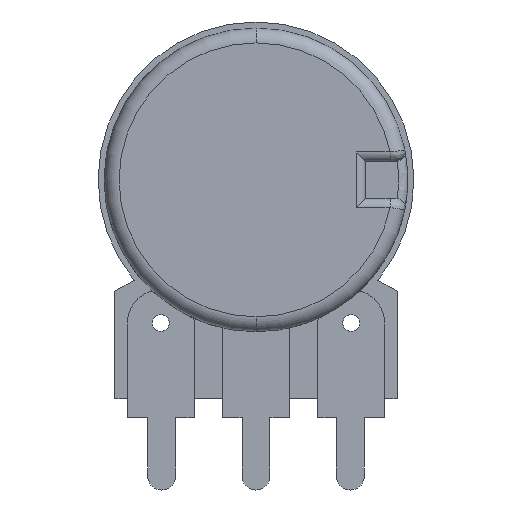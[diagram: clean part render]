
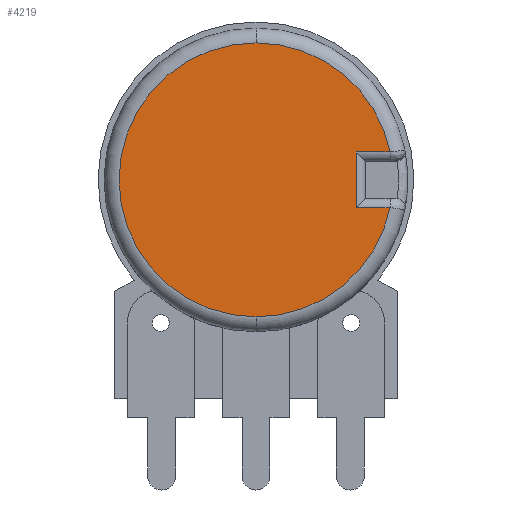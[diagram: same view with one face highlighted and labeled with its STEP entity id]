
A CAD part, front view. The second image highlights one B-rep face of the part: STEP entity #4219.
In plain terms, the highlighted planar face has unit normal (0, -1, 0).
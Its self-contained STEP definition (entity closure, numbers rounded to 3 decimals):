
#70 = AXIS2_PLACEMENT_3D ( 'NONE', #4581, #425, #5661 ) ;
#82 = VERTEX_POINT ( 'NONE', #1704 ) ;
#107 = EDGE_LOOP ( 'NONE', ( #1791, #3540, #765, #1703, #785, #548 ) ) ;
#217 = CARTESIAN_POINT ( 'NONE',  ( 7.221, -5.775, 13.3 ) ) ;
#425 = DIRECTION ( 'NONE',  ( 0., -1., 0. ) ) ;
#513 = LINE ( 'NONE', #5161, #5028 ) ;
#517 = CARTESIAN_POINT ( 'NONE',  ( 5.9, -5.775, 10.3 ) ) ;
#548 = ORIENTED_EDGE ( 'NONE', *, *, #5689, .T. ) ;
#615 = VERTEX_POINT ( 'NONE', #4448 ) ;
#648 = DIRECTION ( 'NONE',  ( 0., 0., -1. ) ) ;
#699 = EDGE_CURVE ( 'NONE', #615, #1069, #2739, .T. ) ;
#765 = ORIENTED_EDGE ( 'NONE', *, *, #5654, .T. ) ;
#785 = ORIENTED_EDGE ( 'NONE', *, *, #5941, .T. ) ;
#930 = AXIS2_PLACEMENT_3D ( 'NONE', #2859, #1468, #5592 ) ;
#945 = VECTOR ( 'NONE', #3521, 1000. ) ;
#1069 = VERTEX_POINT ( 'NONE', #4844 ) ;
#1250 = AXIS2_PLACEMENT_3D ( 'NONE', #4375, #3396, #648 ) ;
#1468 = DIRECTION ( 'NONE',  ( 0., -1., 0. ) ) ;
#1679 = CARTESIAN_POINT ( 'NONE',  ( 5.4, -5.775, 12.8 ) ) ;
#1703 = ORIENTED_EDGE ( 'NONE', *, *, #4560, .T. ) ;
#1704 = CARTESIAN_POINT ( 'NONE',  ( 5.4, -5.775, 10.3 ) ) ;
#1766 = AXIS2_PLACEMENT_3D ( 'NONE', #2705, #4574, #3216 ) ;
#1791 = ORIENTED_EDGE ( 'NONE', *, *, #2236, .T. ) ;
#1816 = CIRCLE ( 'NONE', #1250, 7.375 ) ;
#2111 = CARTESIAN_POINT ( 'NONE',  ( 5.4, -5.775, 13.3 ) ) ;
#2155 = FACE_OUTER_BOUND ( 'NONE', #107, .T. ) ;
#2236 = EDGE_CURVE ( 'NONE', #2624, #615, #1816, .T. ) ;
#2311 = DIRECTION ( 'NONE',  ( 1., 0., 0. ) ) ;
#2599 = VERTEX_POINT ( 'NONE', #3876 ) ;
#2624 = VERTEX_POINT ( 'NONE', #217 ) ;
#2688 = CIRCLE ( 'NONE', #70, 7.375 ) ;
#2705 = CARTESIAN_POINT ( 'NONE',  ( 0., -5.775, 11.8 ) ) ;
#2739 = CIRCLE ( 'NONE', #1766, 7.375 ) ;
#2859 = CARTESIAN_POINT ( 'NONE',  ( 0., -5.775, 11.8 ) ) ;
#3216 = DIRECTION ( 'NONE',  ( 0., 0., -1. ) ) ;
#3343 = LINE ( 'NONE', #517, #3830 ) ;
#3396 = DIRECTION ( 'NONE',  ( 0., -1., 0. ) ) ;
#3521 = DIRECTION ( 'NONE',  ( 0., 0., 1. ) ) ;
#3540 = ORIENTED_EDGE ( 'NONE', *, *, #699, .T. ) ;
#3830 = VECTOR ( 'NONE', #5487, 1000. ) ;
#3876 = CARTESIAN_POINT ( 'NONE',  ( 7.221, -5.775, 10.3 ) ) ;
#4219 = ADVANCED_FACE ( 'NONE', ( #2155 ), #5909, .T. ) ;
#4375 = CARTESIAN_POINT ( 'NONE',  ( 0., -5.775, 11.8 ) ) ;
#4448 = CARTESIAN_POINT ( 'NONE',  ( 0., -5.775, 19.175 ) ) ;
#4483 = LINE ( 'NONE', #1679, #945 ) ;
#4560 = EDGE_CURVE ( 'NONE', #2599, #82, #3343, .T. ) ;
#4574 = DIRECTION ( 'NONE',  ( 0., -1., 0. ) ) ;
#4581 = CARTESIAN_POINT ( 'NONE',  ( 0., -5.775, 11.8 ) ) ;
#4844 = CARTESIAN_POINT ( 'NONE',  ( 0., -5.775, 4.425 ) ) ;
#5028 = VECTOR ( 'NONE', #2311, 1000. ) ;
#5161 = CARTESIAN_POINT ( 'NONE',  ( 7.307, -5.775, 13.3 ) ) ;
#5268 = VERTEX_POINT ( 'NONE', #2111 ) ;
#5487 = DIRECTION ( 'NONE',  ( -1., 0., 0. ) ) ;
#5592 = DIRECTION ( 'NONE',  ( 0., 0., -1. ) ) ;
#5654 = EDGE_CURVE ( 'NONE', #1069, #2599, #2688, .T. ) ;
#5661 = DIRECTION ( 'NONE',  ( 0., 0., -1. ) ) ;
#5689 = EDGE_CURVE ( 'NONE', #5268, #2624, #513, .T. ) ;
#5909 = PLANE ( 'NONE',  #930 ) ;
#5941 = EDGE_CURVE ( 'NONE', #82, #5268, #4483, .T. ) ;
